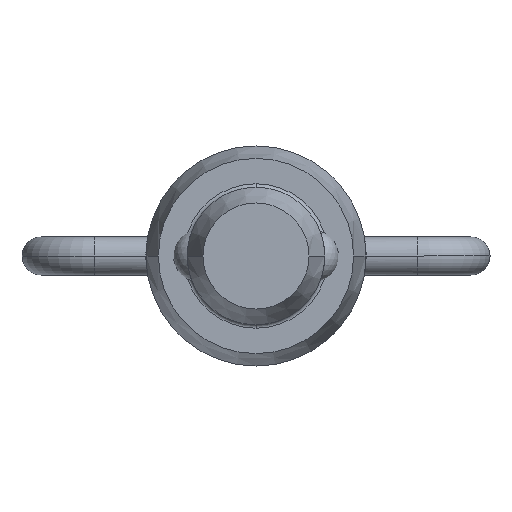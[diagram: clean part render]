
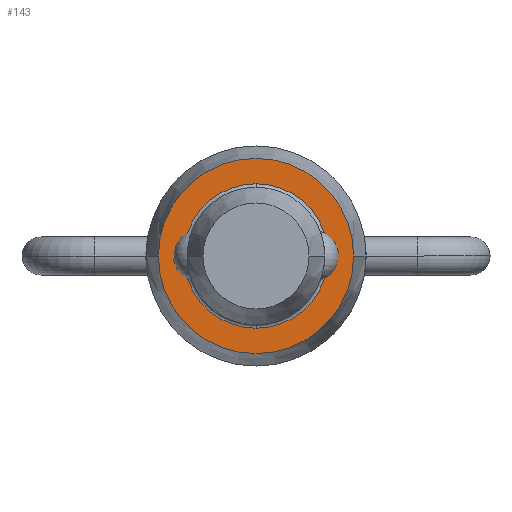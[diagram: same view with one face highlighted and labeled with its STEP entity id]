
A CAD part, front view. The second image highlights one B-rep face of the part: STEP entity #143.
In plain terms, the highlighted planar face has unit normal (0, -1, 0).
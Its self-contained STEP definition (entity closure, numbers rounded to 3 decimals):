
#143=ADVANCED_FACE('',(#283,#284),#285,.T.);
#283=FACE_OUTER_BOUND('',#416,.T.);
#284=FACE_BOUND('',#417,.T.);
#285=PLANE('',#418);
#416=EDGE_LOOP('',(#772,#773));
#417=EDGE_LOOP('',(#774,#775,#776));
#418=AXIS2_PLACEMENT_3D('',#777,#778,#779);
#772=ORIENTED_EDGE('',*,*,#925,.T.);
#773=ORIENTED_EDGE('',*,*,#803,.T.);
#774=ORIENTED_EDGE('',*,*,#921,.T.);
#775=ORIENTED_EDGE('',*,*,#811,.T.);
#776=ORIENTED_EDGE('',*,*,#922,.T.);
#777=CARTESIAN_POINT('',(-5.259,0.,0.0));
#778=DIRECTION('',(0.,-1.0,0.0));
#779=DIRECTION('',(1.0,0.,0.0));
#803=EDGE_CURVE('',#957,#954,#958,.T.);
#811=EDGE_CURVE('',#964,#970,#972,.T.);
#921=EDGE_CURVE('',#1125,#964,#1126,.T.);
#922=EDGE_CURVE('',#970,#1125,#1127,.T.);
#925=EDGE_CURVE('',#954,#957,#1130,.T.);
#954=VERTEX_POINT('',#1163);
#957=VERTEX_POINT('',#1167);
#958=CIRCLE('',#1168,5.632);
#964=VERTEX_POINT('',#1175);
#970=VERTEX_POINT('',#1181);
#972=CIRCLE('',#1183,4.169);
#1125=VERTEX_POINT('',#1530);
#1126=CIRCLE('',#1531,4.169);
#1127=CIRCLE('',#1532,4.169);
#1130=CIRCLE('',#1535,5.632);
#1163=CARTESIAN_POINT('',(-5.632,0.0,0.0));
#1167=CARTESIAN_POINT('',(5.632,0.,0.));
#1168=AXIS2_PLACEMENT_3D('',#1564,#1565,#1566);
#1175=CARTESIAN_POINT('',(0.,0.,4.169));
#1181=CARTESIAN_POINT('',(0.,0.,-4.169));
#1183=AXIS2_PLACEMENT_3D('',#1583,#1584,#1585);
#1530=CARTESIAN_POINT('',(-4.169,0.0,0.0));
#1531=AXIS2_PLACEMENT_3D('',#1740,#1741,#1742);
#1532=AXIS2_PLACEMENT_3D('',#1743,#1744,#1745);
#1535=AXIS2_PLACEMENT_3D('',#1749,#1750,#1751);
#1564=CARTESIAN_POINT('',(0.,0.,0.));
#1565=DIRECTION('',(0.,-1.0,0.0));
#1566=DIRECTION('',(-1.0,0.,0.0));
#1583=CARTESIAN_POINT('',(0.,0.0,0.0));
#1584=DIRECTION('',(0.,1.0,0.0));
#1585=DIRECTION('',(-1.0,0.,0.0));
#1740=CARTESIAN_POINT('',(0.,0.0,0.0));
#1741=DIRECTION('',(0.,1.0,0.0));
#1742=DIRECTION('',(-1.0,0.,0.0));
#1743=CARTESIAN_POINT('',(0.,0.0,0.0));
#1744=DIRECTION('',(0.,1.0,0.0));
#1745=DIRECTION('',(-1.0,0.,0.0));
#1749=CARTESIAN_POINT('',(0.,0.,0.));
#1750=DIRECTION('',(0.,-1.0,0.0));
#1751=DIRECTION('',(-1.0,0.,0.0));
